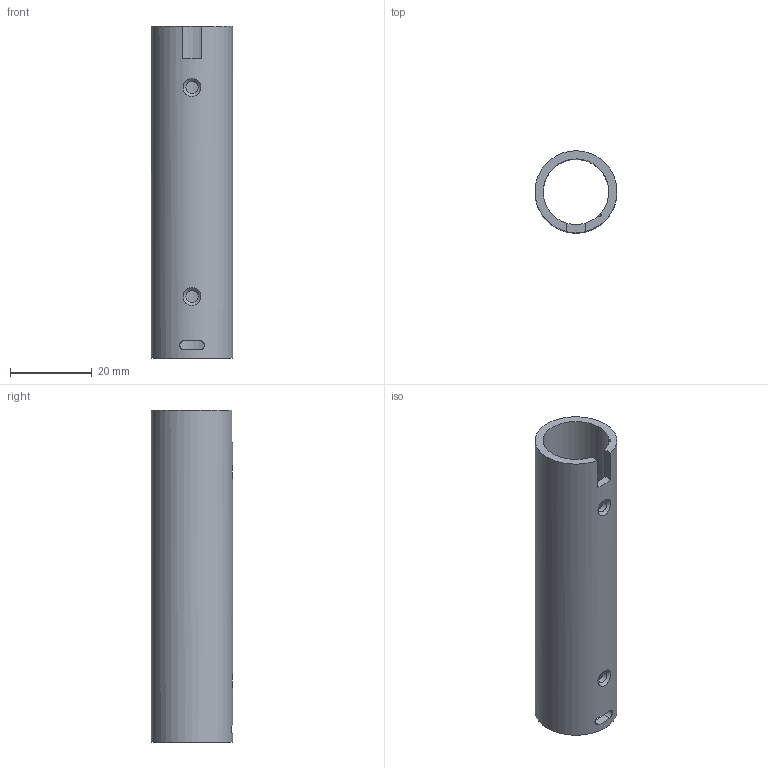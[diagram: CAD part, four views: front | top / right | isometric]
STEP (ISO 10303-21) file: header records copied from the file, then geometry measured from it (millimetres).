
FILE_DESCRIPTION(('FreeCAD Model'),'2;1');
FILE_NAME('Open CASCADE Shape Model','2026-02-03T11:48:42',(''),(''), 'Open CASCADE STEP processor 7.8','FreeCAD','Unknown');
FILE_SCHEMA(('AUTOMOTIVE_DESIGN { 1 0 10303 214 1 1 1 1 }'));
Length unit declared in the file: millimetre
Products named in the file (1): Housing
Bounding box: 20 x 20 x 81 mm (x, y, z)
Volume: 9016.9 mm3; surface area: 9373.6 mm2
Topology: 1 solids, 1 shells, 19 faces, 58 edges, 40 vertices
Faces by surface type: plane 9, cylinder 8, bspline 2
Full cylindrical faces by diameter (mm): 3 x2, 16 x1, 20 x1
Entity records: 1585 total; most frequent: CARTESIAN_POINT 1031, ORIENTED_EDGE 116, DIRECTION 104, EDGE_CURVE 58, AXIS2_PLACEMENT_3D 42, VERTEX_POINT 40, FACE_BOUND 26, EDGE_LOOP 26
